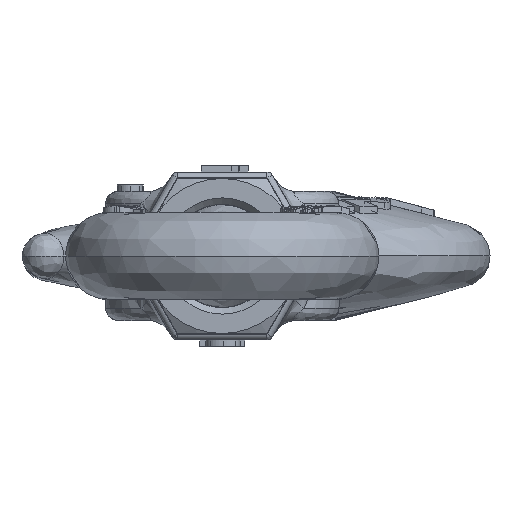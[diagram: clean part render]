
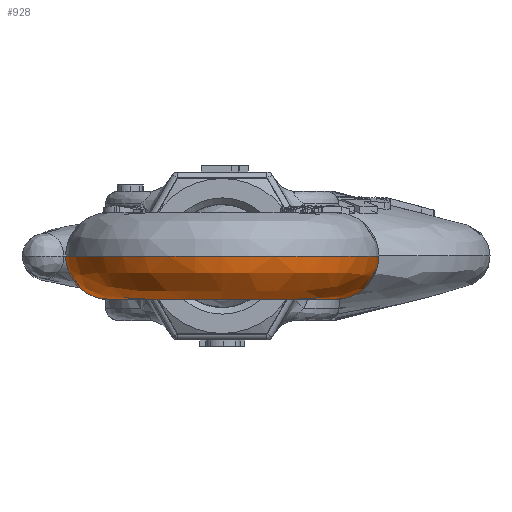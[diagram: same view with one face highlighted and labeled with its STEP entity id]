
A CAD part, left-side view. The second image highlights one B-rep face of the part: STEP entity #928.
In plain terms, the highlighted free-form (B-spline) face has degree [3, 3] with [4, 4] control points.
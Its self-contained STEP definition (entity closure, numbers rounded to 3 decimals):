
#928=ADVANCED_FACE('',(#2132),#2133,.T.);
#2132=FACE_OUTER_BOUND('',#11606,.T.);
#2133=(B_SPLINE_SURFACE(3,3,((#11608,#11609,#11610,#11611),(#11612,#11613,#11614,#11615),(#11616,#11617,#11618,#11619),(#11620,#11621,#11622,#11623)),.UNSPECIFIED.,.F.,.F.,.F.)B_SPLINE_SURFACE_WITH_KNOTS((4,4),(4,4),(0.0,1.0),(0.0,1.0),.UNSPECIFIED.)RATIONAL_B_SPLINE_SURFACE(((1.0,0.34,0.34,1.0),(0.333,0.113,0.113,0.333),(0.333,0.113,0.113,0.333),(1.0,0.34,0.34,1.0)))BOUNDED_SURFACE()REPRESENTATION_ITEM('')GEOMETRIC_REPRESENTATION_ITEM()SURFACE());
#11606=EDGE_LOOP('',(#17147,#17148,#17149,#17150));
#11608=CARTESIAN_POINT('',(-255.992,24.249,0.));
#11609=CARTESIAN_POINT('',(-303.603,23.806,0.));
#11610=CARTESIAN_POINT('',(-303.603,-23.806,0.));
#11611=CARTESIAN_POINT('',(-255.992,-24.249,0.));
#11612=CARTESIAN_POINT('',(-255.992,24.249,-13.5));
#11613=CARTESIAN_POINT('',(-303.603,23.806,-13.5));
#11614=CARTESIAN_POINT('',(-303.603,-23.806,-13.5));
#11615=CARTESIAN_POINT('',(-255.992,-24.249,-13.5));
#11616=CARTESIAN_POINT('',(-255.867,10.75,-13.5));
#11617=CARTESIAN_POINT('',(-276.973,10.553,-13.5));
#11618=CARTESIAN_POINT('',(-276.973,-10.553,-13.5));
#11619=CARTESIAN_POINT('',(-255.867,-10.75,-13.5));
#11620=CARTESIAN_POINT('',(-255.867,10.75,0.));
#11621=CARTESIAN_POINT('',(-276.973,10.553,0.));
#11622=CARTESIAN_POINT('',(-276.973,-10.553,0.));
#11623=CARTESIAN_POINT('',(-255.867,-10.75,0.));
#17147=ORIENTED_EDGE('',*,*,#19451,.F.);
#17148=ORIENTED_EDGE('',*,*,#19452,.T.);
#17149=ORIENTED_EDGE('',*,*,#19453,.F.);
#17150=ORIENTED_EDGE('',*,*,#19454,.F.);
#19451=EDGE_CURVE('',#21950,#21949,#22035,.T.);
#19452=EDGE_CURVE('',#21950,#21814,#22036,.T.);
#19453=EDGE_CURVE('',#21816,#21814,#22037,.T.);
#19454=EDGE_CURVE('',#21949,#21816,#22038,.T.);
#21814=VERTEX_POINT('',#31195);
#21816=VERTEX_POINT('',#31197);
#21949=VERTEX_POINT('',#31731);
#21950=VERTEX_POINT('',#31732);
#22035=CIRCLE('',#32058,6.75);
#22036=CIRCLE('',#32059,10.75);
#22037=CIRCLE('',#32060,6.75);
#22038=CIRCLE('',#32061,24.25);
#31195=CARTESIAN_POINT('',(-255.867,-10.75,0.));
#31197=CARTESIAN_POINT('',(-255.992,-24.249,0.));
#31731=CARTESIAN_POINT('',(-255.992,24.249,0.));
#31732=CARTESIAN_POINT('',(-255.867,10.75,0.));
#32058=AXIS2_PLACEMENT_3D('',#34705,#34706,#34707);
#32059=AXIS2_PLACEMENT_3D('',#34708,#34709,#34710);
#32060=AXIS2_PLACEMENT_3D('',#34711,#34712,#34713);
#32061=AXIS2_PLACEMENT_3D('',#34714,#34715,#34716);
#34705=CARTESIAN_POINT('',(-255.93,17.499,0.));
#34706=DIRECTION('',(1.,0.009,0.0));
#34707=DIRECTION('',(-0.009,1.,0.0));
#34708=CARTESIAN_POINT('',(-255.767,0.,0.));
#34709=DIRECTION('',(0.0,0.0,1.0));
#34710=DIRECTION('',(1.0,0.0,0.0));
#34711=CARTESIAN_POINT('',(-255.93,-17.499,0.));
#34712=DIRECTION('',(1.,-0.009,0.0));
#34713=DIRECTION('',(-0.009,-1.,0.0));
#34714=CARTESIAN_POINT('',(-255.767,0.,0.));
#34715=DIRECTION('',(0.0,0.0,1.0));
#34716=DIRECTION('',(1.0,0.0,0.0));
